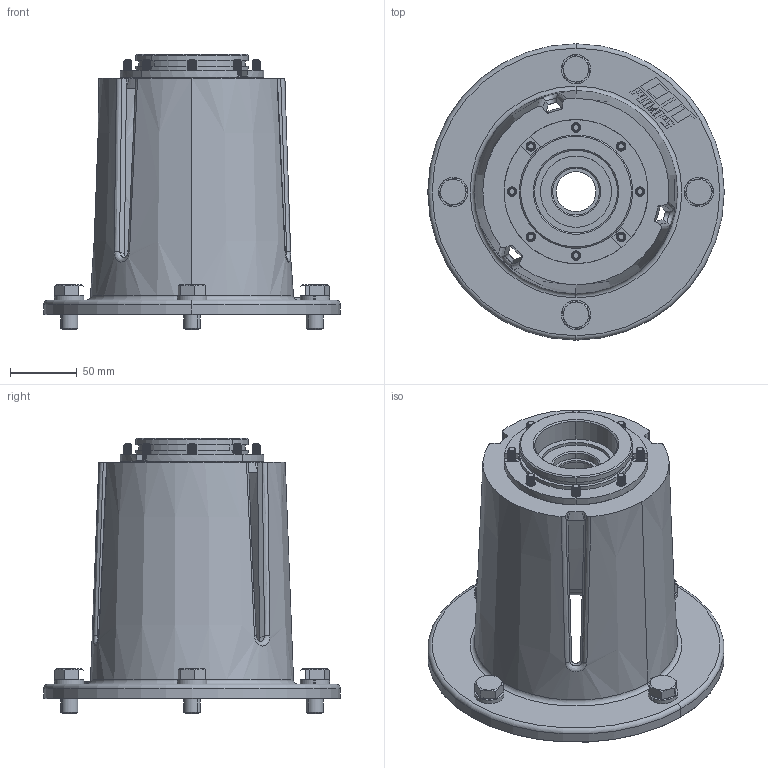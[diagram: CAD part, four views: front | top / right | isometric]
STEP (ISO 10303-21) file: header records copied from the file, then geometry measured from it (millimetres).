
FILE_DESCRIPTION (( 'STEP AP203' ), '1' );
FILE_NAME ('76256.7FR.STEP', '2018-11-12T20:54:14', ( 'IT' ), ( 'Microsoft' ), 'SwSTEP 2.0', 'SolidWorks 2018', '' );
FILE_SCHEMA (( 'CONFIG_CONTROL_DESIGN' ));
Length unit declared in the file: inch
Products named in the file (1): 76256.7FR
Bounding box: 222.25 x 222.25 x 206.61 mm (x, y, z)
Surface area: 254211.5 mm2 (no closed solid volume)
Topology: 0 solids, 39 shells, 877 faces, 2561 edges, 1709 vertices
Faces by surface type: cylinder 529, plane 160, cone 98, bspline 52, torus 38
Entity records: 43326 total; most frequent: CARTESIAN_POINT 23409, ORIENTED_EDGE 4464, DIRECTION 3556, EDGE_CURVE 2561, VERTEX_POINT 1709, AXIS2_PLACEMENT_3D 1309, EDGE_LOOP 946, VECTOR 938
